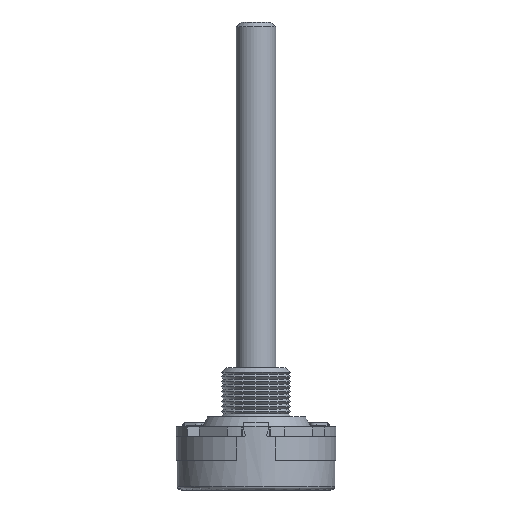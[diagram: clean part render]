
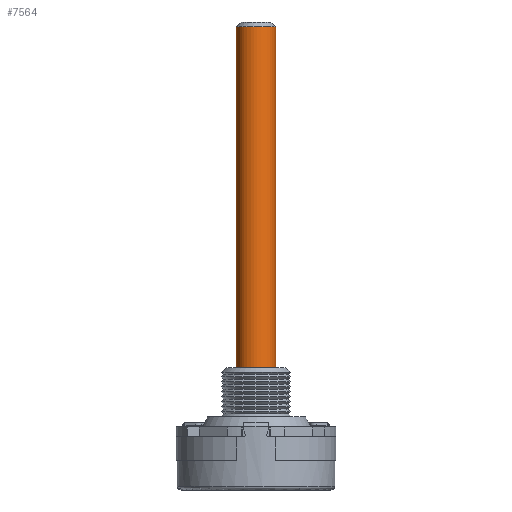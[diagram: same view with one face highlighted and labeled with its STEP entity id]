
A CAD part, front view. The second image highlights one B-rep face of the part: STEP entity #7564.
In plain terms, the highlighted cylindrical face has radius 2 mm (diameter 4 mm), a full revolution.
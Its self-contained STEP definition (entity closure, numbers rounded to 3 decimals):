
#652 = AXIS2_PLACEMENT_3D ( 'NONE', #890, #8664, #2015 ) ;
#890 = CARTESIAN_POINT ( 'NONE',  ( 0., 0., 0.5 ) ) ;
#944 = CYLINDRICAL_SURFACE ( 'NONE', #8100, 2. ) ;
#1510 = EDGE_LOOP ( 'NONE', ( #5078 ) ) ;
#1649 = FACE_OUTER_BOUND ( 'NONE', #8277, .T. ) ;
#2015 = DIRECTION ( 'NONE',  ( 1., 0., 0. ) ) ;
#2109 = DIRECTION ( 'NONE',  ( -1., 0., 0. ) ) ;
#2357 = CIRCLE ( 'NONE', #652, 2. ) ;
#4002 = DIRECTION ( 'NONE',  ( 0., 0., 1. ) ) ;
#5078 = ORIENTED_EDGE ( 'NONE', *, *, #7483, .T. ) ;
#5436 = CARTESIAN_POINT ( 'NONE',  ( 2., 0., 41.35 ) ) ;
#5446 = CARTESIAN_POINT ( 'NONE',  ( 0., 0., 41.35 ) ) ;
#6840 = EDGE_CURVE ( 'NONE', #8619, #8619, #9314, .T. ) ;
#7483 = EDGE_CURVE ( 'NONE', #11236, #11236, #2357, .T. ) ;
#7564 = ADVANCED_FACE ( 'NONE', ( #12745, #1649 ), #944, .T. ) ;
#7671 = CARTESIAN_POINT ( 'NONE',  ( 2., 0., 0.5 ) ) ;
#8100 = AXIS2_PLACEMENT_3D ( 'NONE', #5446, #10986, #2109 ) ;
#8178 = AXIS2_PLACEMENT_3D ( 'NONE', #10625, #4002, #11734 ) ;
#8277 = EDGE_LOOP ( 'NONE', ( #11546 ) ) ;
#8619 = VERTEX_POINT ( 'NONE', #5436 ) ;
#8664 = DIRECTION ( 'NONE',  ( 0., 0., 1. ) ) ;
#9314 = CIRCLE ( 'NONE', #8178, 2. ) ;
#10625 = CARTESIAN_POINT ( 'NONE',  ( 0., 0., 41.35 ) ) ;
#10986 = DIRECTION ( 'NONE',  ( 0., 0., -1. ) ) ;
#11236 = VERTEX_POINT ( 'NONE', #7671 ) ;
#11546 = ORIENTED_EDGE ( 'NONE', *, *, #6840, .F. ) ;
#11734 = DIRECTION ( 'NONE',  ( 1., 0., 0. ) ) ;
#12745 = FACE_OUTER_BOUND ( 'NONE', #1510, .T. ) ;
